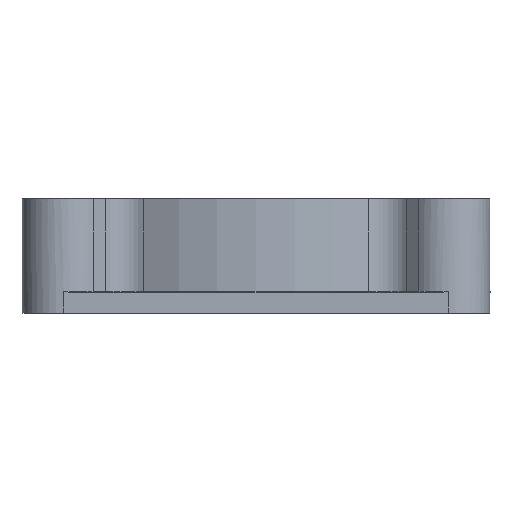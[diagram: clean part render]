
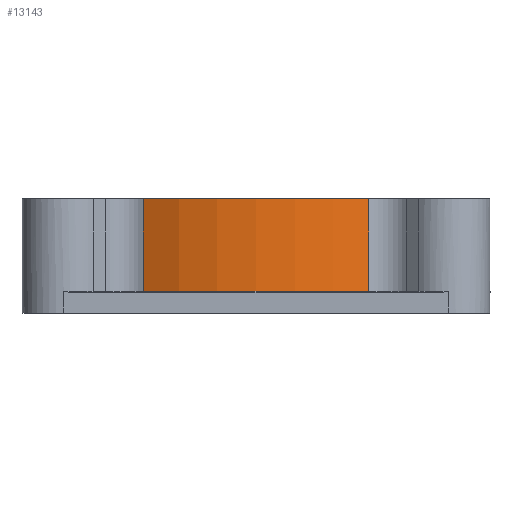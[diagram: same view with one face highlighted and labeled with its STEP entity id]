
A CAD part, front view. The second image highlights one B-rep face of the part: STEP entity #13143.
In plain terms, the highlighted cylindrical face has radius 22.4 mm (diameter 44.8 mm), a partial arc.
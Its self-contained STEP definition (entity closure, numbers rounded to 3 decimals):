
#273 = CARTESIAN_POINT ( 'NONE',  ( 0., 0., 0.1 ) ) ;
#602 = EDGE_LOOP ( 'NONE', ( #1782, #12842, #9532, #4116 ) ) ;
#1077 = CARTESIAN_POINT ( 'NONE',  ( 10.861, -19.591, 4.723 ) ) ;
#1123 = VECTOR ( 'NONE', #3104, 1000. ) ;
#1186 = CYLINDRICAL_SURFACE ( 'NONE', #4327, 22.4 ) ;
#1500 = VERTEX_POINT ( 'NONE', #1910 ) ;
#1782 = ORIENTED_EDGE ( 'NONE', *, *, #2546, .F. ) ;
#1910 = CARTESIAN_POINT ( 'NONE',  ( -10.861, -19.591, 0.1 ) ) ;
#2546 = EDGE_CURVE ( 'NONE', #11123, #3935, #12167, .T. ) ;
#3104 = DIRECTION ( 'NONE',  ( 0., 0., -1. ) ) ;
#3935 = VERTEX_POINT ( 'NONE', #9867 ) ;
#4116 = ORIENTED_EDGE ( 'NONE', *, *, #12697, .F. ) ;
#4327 = AXIS2_PLACEMENT_3D ( 'NONE', #273, #9719, #7816 ) ;
#5387 = DIRECTION ( 'NONE',  ( 0., 0., -1. ) ) ;
#5469 = AXIS2_PLACEMENT_3D ( 'NONE', #6082, #7215, #9323 ) ;
#5488 = VERTEX_POINT ( 'NONE', #7598 ) ;
#6082 = CARTESIAN_POINT ( 'NONE',  ( 0., 0., 0.1 ) ) ;
#6751 = CARTESIAN_POINT ( 'NONE',  ( 0., 0., 9. ) ) ;
#7215 = DIRECTION ( 'NONE',  ( 0., 0., 1. ) ) ;
#7598 = CARTESIAN_POINT ( 'NONE',  ( 10.861, -19.591, 0.1 ) ) ;
#7816 = DIRECTION ( 'NONE',  ( 1., 0., 0. ) ) ;
#8458 = CARTESIAN_POINT ( 'NONE',  ( -10.861, -19.591, 0. ) ) ;
#9272 = VECTOR ( 'NONE', #5387, 1000. ) ;
#9311 = LINE ( 'NONE', #8458, #1123 ) ;
#9323 = DIRECTION ( 'NONE',  ( -0.569, -0.822, 0. ) ) ;
#9324 = EDGE_CURVE ( 'NONE', #11123, #1500, #9311, .T. ) ;
#9532 = ORIENTED_EDGE ( 'NONE', *, *, #13886, .T. ) ;
#9719 = DIRECTION ( 'NONE',  ( 0., 0., 1. ) ) ;
#9735 = CIRCLE ( 'NONE', #5469, 22.4 ) ;
#9867 = CARTESIAN_POINT ( 'NONE',  ( 10.861, -19.591, 9. ) ) ;
#9990 = DIRECTION ( 'NONE',  ( 1., 0., 0. ) ) ;
#10917 = FACE_OUTER_BOUND ( 'NONE', #602, .T. ) ;
#11123 = VERTEX_POINT ( 'NONE', #13083 ) ;
#11183 = DIRECTION ( 'NONE',  ( 0., 0., 1. ) ) ;
#11265 = AXIS2_PLACEMENT_3D ( 'NONE', #6751, #11183, #9990 ) ;
#11815 = LINE ( 'NONE', #1077, #9272 ) ;
#12167 = CIRCLE ( 'NONE', #11265, 22.4 ) ;
#12697 = EDGE_CURVE ( 'NONE', #3935, #5488, #11815, .T. ) ;
#12842 = ORIENTED_EDGE ( 'NONE', *, *, #9324, .T. ) ;
#13083 = CARTESIAN_POINT ( 'NONE',  ( -10.861, -19.591, 9. ) ) ;
#13143 = ADVANCED_FACE ( 'NONE', ( #10917 ), #1186, .T. ) ;
#13886 = EDGE_CURVE ( 'NONE', #1500, #5488, #9735, .T. ) ;
